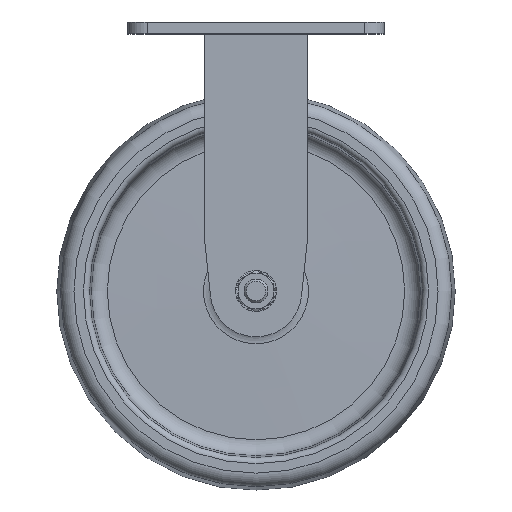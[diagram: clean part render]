
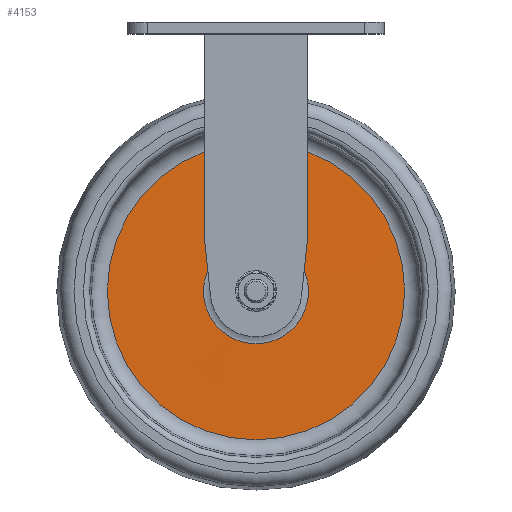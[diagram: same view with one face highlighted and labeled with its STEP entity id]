
A CAD part, top view. The second image highlights one B-rep face of the part: STEP entity #4153.
In plain terms, the highlighted conical face has half-angle 89 degrees and reference radius 26.385 mm.
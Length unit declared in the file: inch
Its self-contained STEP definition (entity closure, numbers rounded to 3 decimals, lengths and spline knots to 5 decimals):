
#165=CONICAL_SURFACE('',#4672,1.03879,1.553);
#422=FACE_OUTER_BOUND('',#693,.T.);
#693=EDGE_LOOP('',(#3086,#3087,#3088,#3089,#3090,#3091));
#975=CIRCLE('',#4670,1.03879);
#976=CIRCLE('',#4671,1.03879);
#977=CIRCLE('',#4673,2.9379);
#978=CIRCLE('',#4674,2.9379);
#1211=LINE('',#6558,#1518);
#1518=VECTOR('',#5382,1.03879);
#1842=VERTEX_POINT('',#6548);
#1843=VERTEX_POINT('',#6550);
#1844=VERTEX_POINT('',#6554);
#1845=VERTEX_POINT('',#6555);
#2290=EDGE_CURVE('',#1842,#1843,#975,.T.);
#2291=EDGE_CURVE('',#1843,#1842,#976,.T.);
#2292=EDGE_CURVE('',#1844,#1845,#977,.T.);
#2293=EDGE_CURVE('',#1845,#1844,#978,.T.);
#2294=EDGE_CURVE('',#1844,#1843,#1211,.T.);
#3086=ORIENTED_EDGE('',*,*,#2292,.T.);
#3087=ORIENTED_EDGE('',*,*,#2293,.T.);
#3088=ORIENTED_EDGE('',*,*,#2294,.T.);
#3089=ORIENTED_EDGE('',*,*,#2290,.F.);
#3090=ORIENTED_EDGE('',*,*,#2291,.F.);
#3091=ORIENTED_EDGE('',*,*,#2294,.F.);
#4153=ADVANCED_FACE('',(#422),#165,.T.);
#4670=AXIS2_PLACEMENT_3D('',#6551,#5372,#5373);
#4671=AXIS2_PLACEMENT_3D('',#6552,#5374,#5375);
#4672=AXIS2_PLACEMENT_3D('',#6553,#5376,#5377);
#4673=AXIS2_PLACEMENT_3D('',#6556,#5378,#5379);
#4674=AXIS2_PLACEMENT_3D('',#6557,#5380,#5381);
#5372=DIRECTION('center_axis',(0.,0.,-1.));
#5373=DIRECTION('ref_axis',(0.,1.,0.));
#5374=DIRECTION('center_axis',(0.,0.,-1.));
#5375=DIRECTION('ref_axis',(0.,1.,0.));
#5376=DIRECTION('center_axis',(0.,0.,1.));
#5377=DIRECTION('ref_axis',(0.,-1.,0.));
#5378=DIRECTION('center_axis',(0.,0.,-1.));
#5379=DIRECTION('ref_axis',(0.,1.,0.));
#5380=DIRECTION('center_axis',(0.,0.,-1.));
#5381=DIRECTION('ref_axis',(0.,1.,0.));
#5382=DIRECTION('',(0.,-1.,-0.017));
#6548=CARTESIAN_POINT('',(0.,-1.03879,-0.18036));
#6550=CARTESIAN_POINT('',(0.,1.03879,-0.18036));
#6551=CARTESIAN_POINT('Origin',(0.,0.,-0.18036));
#6552=CARTESIAN_POINT('Origin',(0.,0.,-0.18036));
#6553=CARTESIAN_POINT('Origin',(0.,0.,-0.18036));
#6554=CARTESIAN_POINT('',(0.,2.9379,-0.14721));
#6555=CARTESIAN_POINT('',(0.,-2.9379,-0.14721));
#6556=CARTESIAN_POINT('Origin',(0.,0.,-0.14721));
#6557=CARTESIAN_POINT('Origin',(0.,0.,-0.14721));
#6558=CARTESIAN_POINT('',(0.,1.03879,-0.18036));
